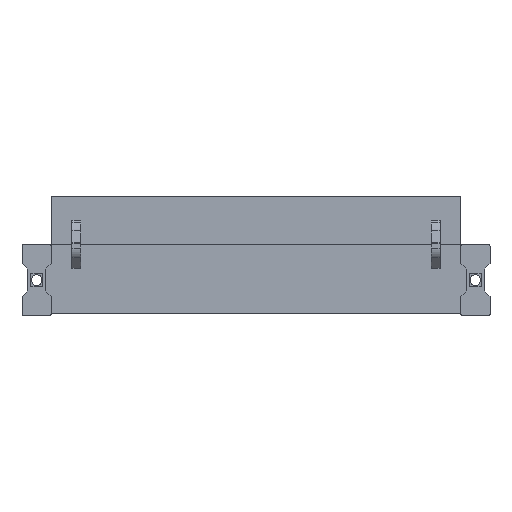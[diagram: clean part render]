
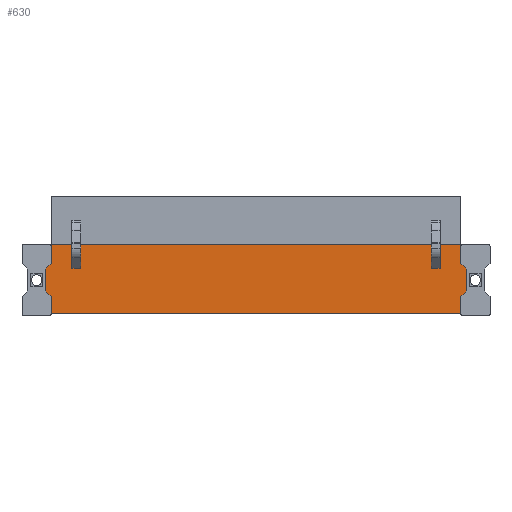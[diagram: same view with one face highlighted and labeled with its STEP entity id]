
A CAD part, top view. The second image highlights one B-rep face of the part: STEP entity #630.
In plain terms, the highlighted planar face has unit normal (0, 0, 1).
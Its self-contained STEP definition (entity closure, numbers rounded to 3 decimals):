
#464=AXIS2_PLACEMENT_3D('Plane Axis2P3D',#461,#462,#463) ;
#49=CARTESIAN_POINT('Vertex',(76.2,0.4,10.95)) ;
#52=CARTESIAN_POINT('Line Origine',(40.64,0.4,10.95)) ;
#56=CARTESIAN_POINT('Vertex',(5.08,0.4,10.95)) ;
#403=CARTESIAN_POINT('Line Origine',(5.08,12.175,10.95)) ;
#407=CARTESIAN_POINT('Vertex',(5.08,12.05,10.95)) ;
#409=CARTESIAN_POINT('Vertex',(5.08,12.3,10.95)) ;
#461=CARTESIAN_POINT('Axis2P3D Location',(5.08,0.4,10.95)) ;
#466=CARTESIAN_POINT('Line Origine',(5.08,10.57,10.95)) ;
#470=CARTESIAN_POINT('Vertex',(5.08,9.09,10.95)) ;
#473=CARTESIAN_POINT('Line Origine',(4.56,8.57,10.95)) ;
#477=CARTESIAN_POINT('Vertex',(4.04,8.05,10.95)) ;
#480=CARTESIAN_POINT('Line Origine',(4.04,6.15,10.95)) ;
#484=CARTESIAN_POINT('Vertex',(4.04,4.25,10.95)) ;
#487=CARTESIAN_POINT('Line Origine',(4.56,3.73,10.95)) ;
#491=CARTESIAN_POINT('Vertex',(5.08,3.21,10.95)) ;
#494=CARTESIAN_POINT('Line Origine',(5.08,1.805,10.95)) ;
#499=CARTESIAN_POINT('Line Origine',(76.2,1.805,10.95)) ;
#503=CARTESIAN_POINT('Vertex',(76.2,3.21,10.95)) ;
#506=CARTESIAN_POINT('Line Origine',(76.72,3.73,10.95)) ;
#510=CARTESIAN_POINT('Vertex',(77.24,4.25,10.95)) ;
#513=CARTESIAN_POINT('Line Origine',(77.24,6.15,10.95)) ;
#517=CARTESIAN_POINT('Vertex',(77.24,8.05,10.95)) ;
#520=CARTESIAN_POINT('Line Origine',(76.72,8.57,10.95)) ;
#524=CARTESIAN_POINT('Vertex',(76.2,9.09,10.95)) ;
#527=CARTESIAN_POINT('Line Origine',(76.2,10.57,10.95)) ;
#531=CARTESIAN_POINT('Vertex',(76.2,12.05,10.95)) ;
#534=CARTESIAN_POINT('Line Origine',(76.2,12.175,10.95)) ;
#538=CARTESIAN_POINT('Vertex',(76.2,12.3,10.95)) ;
#541=CARTESIAN_POINT('Line Origine',(40.64,12.3,10.95)) ;
#562=CARTESIAN_POINT('Line Origine',(71.87,12.269,10.95)) ;
#566=CARTESIAN_POINT('Vertex',(72.62,12.269,10.95)) ;
#568=CARTESIAN_POINT('Vertex',(71.12,12.269,10.95)) ;
#571=CARTESIAN_POINT('Line Origine',(72.62,10.234,10.95)) ;
#575=CARTESIAN_POINT('Vertex',(72.62,8.2,10.95)) ;
#578=CARTESIAN_POINT('Line Origine',(71.87,8.2,10.95)) ;
#582=CARTESIAN_POINT('Vertex',(71.12,8.2,10.95)) ;
#585=CARTESIAN_POINT('Line Origine',(71.12,10.234,10.95)) ;
#596=CARTESIAN_POINT('Line Origine',(10.16,10.234,10.95)) ;
#600=CARTESIAN_POINT('Vertex',(10.16,12.269,10.95)) ;
#602=CARTESIAN_POINT('Vertex',(10.16,8.2,10.95)) ;
#605=CARTESIAN_POINT('Line Origine',(9.41,8.2,10.95)) ;
#609=CARTESIAN_POINT('Vertex',(8.66,8.2,10.95)) ;
#612=CARTESIAN_POINT('Line Origine',(8.66,10.234,10.95)) ;
#616=CARTESIAN_POINT('Vertex',(8.66,12.269,10.95)) ;
#619=CARTESIAN_POINT('Line Origine',(9.41,12.269,10.95)) ;
#53=DIRECTION('Vector Direction',(1.,0.,0.)) ;
#404=DIRECTION('Vector Direction',(0.,1.,0.)) ;
#462=DIRECTION('Axis2P3D Direction',(0.,0.,1.)) ;
#463=DIRECTION('Axis2P3D XDirection',(1.,0.,0.)) ;
#467=DIRECTION('Vector Direction',(0.,1.,0.)) ;
#474=DIRECTION('Vector Direction',(-0.707,-0.707,0.)) ;
#481=DIRECTION('Vector Direction',(0.,-1.,0.)) ;
#488=DIRECTION('Vector Direction',(0.707,-0.707,0.)) ;
#495=DIRECTION('Vector Direction',(0.,1.,0.)) ;
#500=DIRECTION('Vector Direction',(0.,1.,0.)) ;
#507=DIRECTION('Vector Direction',(-0.707,-0.707,0.)) ;
#514=DIRECTION('Vector Direction',(0.,-1.,0.)) ;
#521=DIRECTION('Vector Direction',(0.707,-0.707,0.)) ;
#528=DIRECTION('Vector Direction',(0.,1.,0.)) ;
#535=DIRECTION('Vector Direction',(0.,1.,0.)) ;
#542=DIRECTION('Vector Direction',(1.,0.,0.)) ;
#563=DIRECTION('Vector Direction',(1.,0.,0.)) ;
#572=DIRECTION('Vector Direction',(0.,1.,0.)) ;
#579=DIRECTION('Vector Direction',(1.,0.,0.)) ;
#586=DIRECTION('Vector Direction',(0.,1.,0.)) ;
#597=DIRECTION('Vector Direction',(0.,1.,0.)) ;
#606=DIRECTION('Vector Direction',(1.,0.,0.)) ;
#613=DIRECTION('Vector Direction',(0.,1.,0.)) ;
#620=DIRECTION('Vector Direction',(1.,0.,0.)) ;
#54=VECTOR('Line Direction',#53,1.) ;
#405=VECTOR('Line Direction',#404,1.) ;
#468=VECTOR('Line Direction',#467,1.) ;
#475=VECTOR('Line Direction',#474,1.) ;
#482=VECTOR('Line Direction',#481,1.) ;
#489=VECTOR('Line Direction',#488,1.) ;
#496=VECTOR('Line Direction',#495,1.) ;
#501=VECTOR('Line Direction',#500,1.) ;
#508=VECTOR('Line Direction',#507,1.) ;
#515=VECTOR('Line Direction',#514,1.) ;
#522=VECTOR('Line Direction',#521,1.) ;
#529=VECTOR('Line Direction',#528,1.) ;
#536=VECTOR('Line Direction',#535,1.) ;
#543=VECTOR('Line Direction',#542,1.) ;
#564=VECTOR('Line Direction',#563,1.) ;
#573=VECTOR('Line Direction',#572,1.) ;
#580=VECTOR('Line Direction',#579,1.) ;
#587=VECTOR('Line Direction',#586,1.) ;
#598=VECTOR('Line Direction',#597,1.) ;
#607=VECTOR('Line Direction',#606,1.) ;
#614=VECTOR('Line Direction',#613,1.) ;
#621=VECTOR('Line Direction',#620,1.) ;
#547=ORIENTED_EDGE('',*,*,#411,.F.) ;
#548=ORIENTED_EDGE('',*,*,#472,.F.) ;
#549=ORIENTED_EDGE('',*,*,#479,.T.) ;
#550=ORIENTED_EDGE('',*,*,#486,.T.) ;
#551=ORIENTED_EDGE('',*,*,#493,.T.) ;
#552=ORIENTED_EDGE('',*,*,#498,.F.) ;
#553=ORIENTED_EDGE('',*,*,#58,.F.) ;
#554=ORIENTED_EDGE('',*,*,#505,.T.) ;
#555=ORIENTED_EDGE('',*,*,#512,.F.) ;
#556=ORIENTED_EDGE('',*,*,#519,.F.) ;
#557=ORIENTED_EDGE('',*,*,#526,.F.) ;
#558=ORIENTED_EDGE('',*,*,#533,.T.) ;
#559=ORIENTED_EDGE('',*,*,#540,.T.) ;
#560=ORIENTED_EDGE('',*,*,#545,.F.) ;
#591=ORIENTED_EDGE('',*,*,#570,.F.) ;
#592=ORIENTED_EDGE('',*,*,#577,.T.) ;
#593=ORIENTED_EDGE('',*,*,#584,.T.) ;
#594=ORIENTED_EDGE('',*,*,#589,.F.) ;
#625=ORIENTED_EDGE('',*,*,#604,.T.) ;
#626=ORIENTED_EDGE('',*,*,#611,.F.) ;
#627=ORIENTED_EDGE('',*,*,#618,.F.) ;
#628=ORIENTED_EDGE('',*,*,#623,.T.) ;
#595=FACE_BOUND('',#590,.T.) ;
#629=FACE_BOUND('',#624,.T.) ;
#630=ADVANCED_FACE('BLL5.08/14/90FI 3.2SN OR 1843870000',(#561,#595,#629),#465,.T.) ;
#58=EDGE_CURVE('',#50,#57,#55,.F.) ;
#411=EDGE_CURVE('',#408,#410,#406,.T.) ;
#472=EDGE_CURVE('',#471,#408,#469,.T.) ;
#479=EDGE_CURVE('',#471,#478,#476,.T.) ;
#486=EDGE_CURVE('',#478,#485,#483,.T.) ;
#493=EDGE_CURVE('',#485,#492,#490,.T.) ;
#498=EDGE_CURVE('',#57,#492,#497,.T.) ;
#505=EDGE_CURVE('',#50,#504,#502,.T.) ;
#512=EDGE_CURVE('',#511,#504,#509,.T.) ;
#519=EDGE_CURVE('',#518,#511,#516,.T.) ;
#526=EDGE_CURVE('',#525,#518,#523,.T.) ;
#533=EDGE_CURVE('',#525,#532,#530,.T.) ;
#540=EDGE_CURVE('',#532,#539,#537,.T.) ;
#545=EDGE_CURVE('',#410,#539,#544,.T.) ;
#570=EDGE_CURVE('',#567,#569,#565,.F.) ;
#577=EDGE_CURVE('',#567,#576,#574,.F.) ;
#584=EDGE_CURVE('',#576,#583,#581,.F.) ;
#589=EDGE_CURVE('',#569,#583,#588,.F.) ;
#604=EDGE_CURVE('',#601,#603,#599,.F.) ;
#611=EDGE_CURVE('',#610,#603,#608,.T.) ;
#618=EDGE_CURVE('',#617,#610,#615,.F.) ;
#623=EDGE_CURVE('',#617,#601,#622,.T.) ;
#546=EDGE_LOOP('',(#547,#548,#549,#550,#551,#552,#553,#554,#555,#556,#557,#558,#559,#560)) ;
#590=EDGE_LOOP('',(#591,#592,#593,#594)) ;
#624=EDGE_LOOP('',(#625,#626,#627,#628)) ;
#561=FACE_OUTER_BOUND('',#546,.T.) ;
#55=LINE('Line',#52,#54) ;
#406=LINE('Line',#403,#405) ;
#469=LINE('Line',#466,#468) ;
#476=LINE('Line',#473,#475) ;
#483=LINE('Line',#480,#482) ;
#490=LINE('Line',#487,#489) ;
#497=LINE('Line',#494,#496) ;
#502=LINE('Line',#499,#501) ;
#509=LINE('Line',#506,#508) ;
#516=LINE('Line',#513,#515) ;
#523=LINE('Line',#520,#522) ;
#530=LINE('Line',#527,#529) ;
#537=LINE('Line',#534,#536) ;
#544=LINE('Line',#541,#543) ;
#565=LINE('Line',#562,#564) ;
#574=LINE('Line',#571,#573) ;
#581=LINE('Line',#578,#580) ;
#588=LINE('Line',#585,#587) ;
#599=LINE('Line',#596,#598) ;
#608=LINE('Line',#605,#607) ;
#615=LINE('Line',#612,#614) ;
#622=LINE('Line',#619,#621) ;
#465=PLANE('',#464) ;
#50=VERTEX_POINT('',#49) ;
#57=VERTEX_POINT('',#56) ;
#408=VERTEX_POINT('',#407) ;
#410=VERTEX_POINT('',#409) ;
#471=VERTEX_POINT('',#470) ;
#478=VERTEX_POINT('',#477) ;
#485=VERTEX_POINT('',#484) ;
#492=VERTEX_POINT('',#491) ;
#504=VERTEX_POINT('',#503) ;
#511=VERTEX_POINT('',#510) ;
#518=VERTEX_POINT('',#517) ;
#525=VERTEX_POINT('',#524) ;
#532=VERTEX_POINT('',#531) ;
#539=VERTEX_POINT('',#538) ;
#567=VERTEX_POINT('',#566) ;
#569=VERTEX_POINT('',#568) ;
#576=VERTEX_POINT('',#575) ;
#583=VERTEX_POINT('',#582) ;
#601=VERTEX_POINT('',#600) ;
#603=VERTEX_POINT('',#602) ;
#610=VERTEX_POINT('',#609) ;
#617=VERTEX_POINT('',#616) ;
